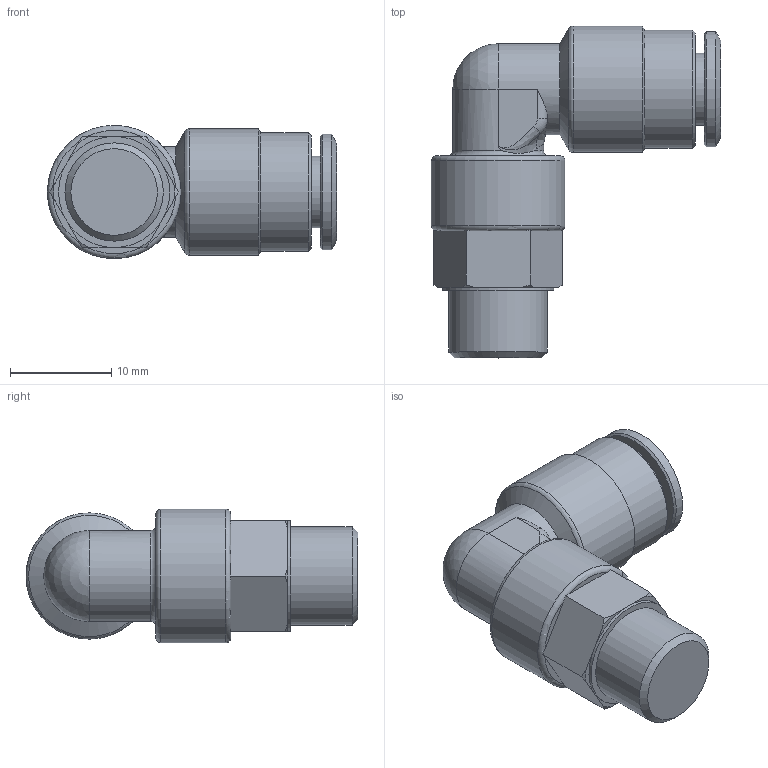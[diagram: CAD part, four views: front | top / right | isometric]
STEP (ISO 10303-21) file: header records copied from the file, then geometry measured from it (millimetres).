
FILE_DESCRIPTION(/* description */ ('Unknown'),/* implementation_level */ '2;1');
FILE_NAME(/* name */ '379996189',/* time_stamp */ '2018-01-26T09:07:04+01:00',/* author */ ('Unknown'),/* organization */ ('Unknown'),/* preprocessor_version */ 'ST-DEVELOPER v16.7',/* originating_system */ 'DEX',/* authorisation */ $);
FILE_SCHEMA (('AUTOMOTIVE_DESIGN {1 0 10303 214 3 1 1}'));
Length unit declared in the file: millimetre
Products named in the file (1): 0013493
Bounding box: 28.6 x 32.83 x 13.2 mm (x, y, z)
Volume: 3616.7 mm3; surface area: 2852.3 mm2
Topology: 1 solids, 1 shells, 81 faces, 191 edges, 113 vertices
Faces by surface type: plane 32, cylinder 18, cone 13, bspline 11, torus 6, sphere 1
Full cylindrical faces by diameter (mm): 5 x2, 6 x2, 7.1 x1, 9 x1, 9.728 x1, 11 x1, 11.4 x1, 11.7 x1, 12.5 x1, 13.2 x1
Entity records: 3220 total; most frequent: CARTESIAN_POINT 1033, DIRECTION 315, ORIENTED_EDGE 312, EDGE_CURVE 156, AXIS2_PLACEMENT_3D 140, EDGE_LOOP 110, FACE_BOUND 110, VERTEX_POINT 106
